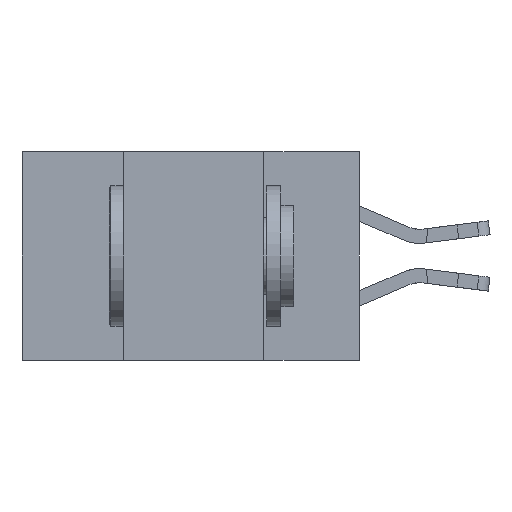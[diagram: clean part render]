
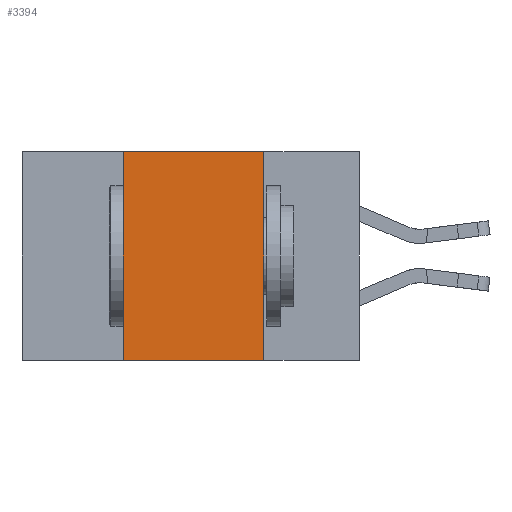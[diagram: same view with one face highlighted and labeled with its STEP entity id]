
A CAD part, left-side view. The second image highlights one B-rep face of the part: STEP entity #3394.
In plain terms, the highlighted planar face has unit normal (-1, 0, 0).
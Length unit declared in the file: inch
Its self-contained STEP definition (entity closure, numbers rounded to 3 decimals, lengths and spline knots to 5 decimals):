
#2883 = CARTESIAN_POINT ( 'NONE',  ( 0., 0.6, 0. ) ) ;
#3394 = ADVANCED_FACE ( 'NONE', ( #9329 ), #7018, .F. ) ;
#3506 = EDGE_LOOP ( 'NONE', ( #12370, #14044, #16520, #4017 ) ) ;
#3903 = VECTOR ( 'NONE', #4685, 39.37008 ) ;
#4017 = ORIENTED_EDGE ( 'NONE', *, *, #11686, .T. ) ;
#4685 = DIRECTION ( 'NONE',  ( 0., -1., 0. ) ) ;
#4775 = CARTESIAN_POINT ( 'NONE',  ( 0., 0.17, -0.37 ) ) ;
#5185 = LINE ( 'NONE', #6397, #7990 ) ;
#5677 = AXIS2_PLACEMENT_3D ( 'NONE', #13882, #6898, #9627 ) ;
#6397 = CARTESIAN_POINT ( 'NONE',  ( 0., 0.17, 0. ) ) ;
#6898 = DIRECTION ( 'NONE',  ( 1., 0., 0. ) ) ;
#7018 = PLANE ( 'NONE',  #5677 ) ;
#7801 = EDGE_CURVE ( 'NONE', #15402, #8673, #10225, .T. ) ;
#7990 = VECTOR ( 'NONE', #11750, 39.37008 ) ;
#8225 = CARTESIAN_POINT ( 'NONE',  ( 0., 0.42, -0.37 ) ) ;
#8673 = VERTEX_POINT ( 'NONE', #8864 ) ;
#8701 = VERTEX_POINT ( 'NONE', #4775 ) ;
#8843 = CARTESIAN_POINT ( 'NONE',  ( 0., 0.6, -0.37 ) ) ;
#8864 = CARTESIAN_POINT ( 'NONE',  ( 0., 0.17, 0. ) ) ;
#9329 = FACE_OUTER_BOUND ( 'NONE', #3506, .T. ) ;
#9627 = DIRECTION ( 'NONE',  ( 0., 0., -1. ) ) ;
#9896 = VECTOR ( 'NONE', #12454, 39.37008 ) ;
#10225 = LINE ( 'NONE', #2883, #16438 ) ;
#10318 = VERTEX_POINT ( 'NONE', #8225 ) ;
#11160 = CARTESIAN_POINT ( 'NONE',  ( 0., 0.42, 0. ) ) ;
#11686 = EDGE_CURVE ( 'NONE', #10318, #8701, #14068, .T. ) ;
#11750 = DIRECTION ( 'NONE',  ( 0., 0., -1. ) ) ;
#12370 = ORIENTED_EDGE ( 'NONE', *, *, #14357, .F. ) ;
#12454 = DIRECTION ( 'NONE',  ( 0., 0., 1. ) ) ;
#13450 = EDGE_CURVE ( 'NONE', #10318, #15402, #17339, .T. ) ;
#13775 = DIRECTION ( 'NONE',  ( 0., -1., 0. ) ) ;
#13882 = CARTESIAN_POINT ( 'NONE',  ( 0., 0.6, 0. ) ) ;
#14044 = ORIENTED_EDGE ( 'NONE', *, *, #7801, .F. ) ;
#14068 = LINE ( 'NONE', #8843, #3903 ) ;
#14357 = EDGE_CURVE ( 'NONE', #8673, #8701, #5185, .T. ) ;
#15402 = VERTEX_POINT ( 'NONE', #16612 ) ;
#16438 = VECTOR ( 'NONE', #13775, 39.37008 ) ;
#16520 = ORIENTED_EDGE ( 'NONE', *, *, #13450, .F. ) ;
#16612 = CARTESIAN_POINT ( 'NONE',  ( 0., 0.42, 0. ) ) ;
#17339 = LINE ( 'NONE', #11160, #9896 ) ;
